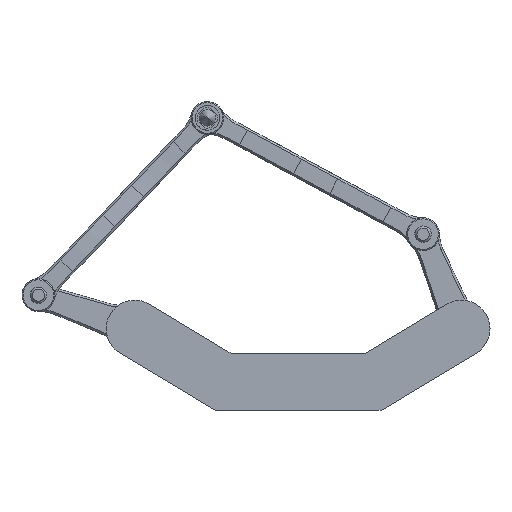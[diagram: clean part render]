
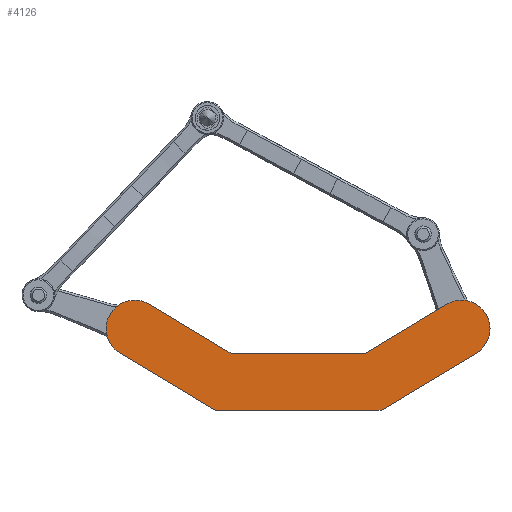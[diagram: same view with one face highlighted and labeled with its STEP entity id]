
A CAD part, front view. The second image highlights one B-rep face of the part: STEP entity #4126.
In plain terms, the highlighted planar face has unit normal (0, -1, 0).
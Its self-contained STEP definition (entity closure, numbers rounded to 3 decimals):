
#153 = DIRECTION ( 'NONE',  ( 0., 1., 0. ) ) ;
#199 = CARTESIAN_POINT ( 'NONE',  ( -16.425, 0., 6. ) ) ;
#248 = DIRECTION ( 'NONE',  ( 0.857, 0., -0.515 ) ) ;
#314 = CARTESIAN_POINT ( 'NONE',  ( -43.606, 0., 6. ) ) ;
#557 = VECTOR ( 'NONE', #579, 1000. ) ;
#579 = DIRECTION ( 'NONE',  ( -0.857, 0., 0.515 ) ) ;
#754 = DIRECTION ( 'NONE',  ( 0., 0., 1. ) ) ;
#1080 = CIRCLE ( 'NONE', #5352, 7. ) ;
#1105 = EDGE_CURVE ( 'NONE', #3054, #1131, #4549, .T. ) ;
#1131 = VERTEX_POINT ( 'NONE', #5618 ) ;
#1141 = CIRCLE ( 'NONE', #3870, 7. ) ;
#1247 = LINE ( 'NONE', #8017, #6407 ) ;
#1257 = CARTESIAN_POINT ( 'NONE',  ( 16.425, 0., 6. ) ) ;
#1364 = AXIS2_PLACEMENT_3D ( 'NONE', #4958, #6815, #8039 ) ;
#1469 = DIRECTION ( 'NONE',  ( 1., 0., 0. ) ) ;
#1522 = CARTESIAN_POINT ( 'NONE',  ( -40., 0., 0. ) ) ;
#1660 = ORIENTED_EDGE ( 'NONE', *, *, #3947, .F. ) ;
#1834 = EDGE_CURVE ( 'NONE', #4816, #3054, #7450, .T. ) ;
#1847 = CARTESIAN_POINT ( 'NONE',  ( -43.606, 0., 6. ) ) ;
#2064 = DIRECTION ( 'NONE',  ( 0., 1., 0. ) ) ;
#2111 = CARTESIAN_POINT ( 'NONE',  ( 16.425, 0., 6. ) ) ;
#2137 = VECTOR ( 'NONE', #248, 1000. ) ;
#2138 = CARTESIAN_POINT ( 'NONE',  ( 40., 0., 0. ) ) ;
#2264 = ORIENTED_EDGE ( 'NONE', *, *, #1834, .F. ) ;
#2404 = DIRECTION ( 'NONE',  ( -1., 0., 0. ) ) ;
#2423 = VERTEX_POINT ( 'NONE', #2111 ) ;
#2683 = CARTESIAN_POINT ( 'NONE',  ( -36.394, 0., -6. ) ) ;
#2958 = ORIENTED_EDGE ( 'NONE', *, *, #7684, .F. ) ;
#3054 = VERTEX_POINT ( 'NONE', #7625 ) ;
#3255 = CARTESIAN_POINT ( 'NONE',  ( 40., 0., 0. ) ) ;
#3293 = DIRECTION ( 'NONE',  ( 0., 0., 1. ) ) ;
#3316 = LINE ( 'NONE', #5798, #2137 ) ;
#3332 = ORIENTED_EDGE ( 'NONE', *, *, #5300, .F. ) ;
#3395 = DIRECTION ( 'NONE',  ( 0., 0., 1. ) ) ;
#3569 = CARTESIAN_POINT ( 'NONE',  ( -40., 0., -7. ) ) ;
#3595 = VECTOR ( 'NONE', #3686, 1000. ) ;
#3622 = FACE_OUTER_BOUND ( 'NONE', #7192, .T. ) ;
#3686 = DIRECTION ( 'NONE',  ( 0.857, 0., 0.515 ) ) ;
#3847 = EDGE_CURVE ( 'NONE', #7348, #6571, #1141, .T. ) ;
#3870 = AXIS2_PLACEMENT_3D ( 'NONE', #3255, #7676, #754 ) ;
#3880 = DIRECTION ( 'NONE',  ( 0., 0., 1. ) ) ;
#3947 = EDGE_CURVE ( 'NONE', #6098, #7138, #4845, .T. ) ;
#3952 = VERTEX_POINT ( 'NONE', #199 ) ;
#4126 = ADVANCED_FACE ( 'NONE', ( #3622 ), #7964, .F. ) ;
#4270 = AXIS2_PLACEMENT_3D ( 'NONE', #2138, #2064, #3293 ) ;
#4481 = EDGE_CURVE ( 'NONE', #1131, #7348, #3316, .T. ) ;
#4525 = DIRECTION ( 'NONE',  ( -0.857, 0., -0.515 ) ) ;
#4549 = LINE ( 'NONE', #7064, #5569 ) ;
#4816 = VERTEX_POINT ( 'NONE', #314 ) ;
#4821 = CARTESIAN_POINT ( 'NONE',  ( -36.394, 0., -6. ) ) ;
#4845 = CIRCLE ( 'NONE', #5892, 7. ) ;
#4952 = CARTESIAN_POINT ( 'NONE',  ( 36.394, 0., -6. ) ) ;
#4958 = CARTESIAN_POINT ( 'NONE',  ( -40., 0., 0. ) ) ;
#5300 = EDGE_CURVE ( 'NONE', #6571, #6840, #7681, .T. ) ;
#5352 = AXIS2_PLACEMENT_3D ( 'NONE', #1522, #7814, #3395 ) ;
#5551 = LINE ( 'NONE', #1257, #557 ) ;
#5569 = VECTOR ( 'NONE', #1469, 1000. ) ;
#5618 = CARTESIAN_POINT ( 'NONE',  ( 20.308, 0., 20. ) ) ;
#5798 = CARTESIAN_POINT ( 'NONE',  ( 20.308, 0., 20. ) ) ;
#5892 = AXIS2_PLACEMENT_3D ( 'NONE', #7107, #153, #3880 ) ;
#6091 = ORIENTED_EDGE ( 'NONE', *, *, #7290, .F. ) ;
#6098 = VERTEX_POINT ( 'NONE', #4821 ) ;
#6139 = VECTOR ( 'NONE', #4525, 1000. ) ;
#6212 = ORIENTED_EDGE ( 'NONE', *, *, #8020, .F. ) ;
#6258 = CARTESIAN_POINT ( 'NONE',  ( 43.606, 0., 6. ) ) ;
#6407 = VECTOR ( 'NONE', #2404, 1000. ) ;
#6571 = VERTEX_POINT ( 'NONE', #6744 ) ;
#6723 = ORIENTED_EDGE ( 'NONE', *, *, #4481, .F. ) ;
#6744 = CARTESIAN_POINT ( 'NONE',  ( 40., 0., -7. ) ) ;
#6815 = DIRECTION ( 'NONE',  ( 0., 1., 0. ) ) ;
#6840 = VERTEX_POINT ( 'NONE', #4952 ) ;
#6918 = LINE ( 'NONE', #2683, #6139 ) ;
#6937 = ORIENTED_EDGE ( 'NONE', *, *, #3847, .F. ) ;
#7064 = CARTESIAN_POINT ( 'NONE',  ( -20.308, 0., 20. ) ) ;
#7107 = CARTESIAN_POINT ( 'NONE',  ( -40., 0., 0. ) ) ;
#7138 = VERTEX_POINT ( 'NONE', #3569 ) ;
#7192 = EDGE_LOOP ( 'NONE', ( #1660, #6212, #7817, #6091, #3332, #6937, #6723, #7530, #2264, #2958 ) ) ;
#7290 = EDGE_CURVE ( 'NONE', #6840, #2423, #5551, .T. ) ;
#7348 = VERTEX_POINT ( 'NONE', #6258 ) ;
#7450 = LINE ( 'NONE', #1847, #3595 ) ;
#7530 = ORIENTED_EDGE ( 'NONE', *, *, #1105, .F. ) ;
#7625 = CARTESIAN_POINT ( 'NONE',  ( -20.308, 0., 20. ) ) ;
#7676 = DIRECTION ( 'NONE',  ( 0., 1., 0. ) ) ;
#7681 = CIRCLE ( 'NONE', #4270, 7. ) ;
#7684 = EDGE_CURVE ( 'NONE', #7138, #4816, #1080, .T. ) ;
#7814 = DIRECTION ( 'NONE',  ( 0., 1., 0. ) ) ;
#7817 = ORIENTED_EDGE ( 'NONE', *, *, #7834, .F. ) ;
#7834 = EDGE_CURVE ( 'NONE', #2423, #3952, #1247, .T. ) ;
#7964 = PLANE ( 'NONE',  #1364 ) ;
#8017 = CARTESIAN_POINT ( 'NONE',  ( -16.425, 0., 6. ) ) ;
#8020 = EDGE_CURVE ( 'NONE', #3952, #6098, #6918, .T. ) ;
#8039 = DIRECTION ( 'NONE',  ( 0., 0., 1. ) ) ;
